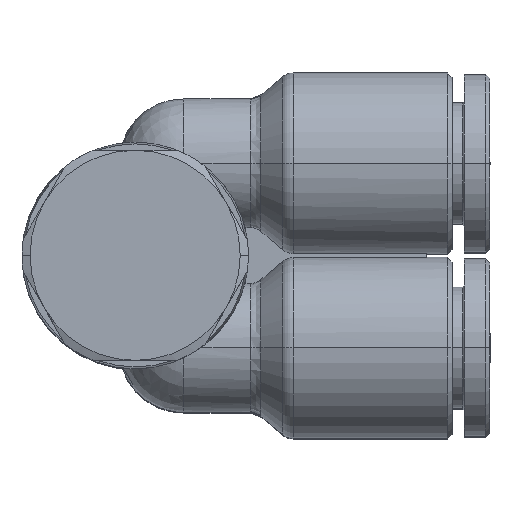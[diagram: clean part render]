
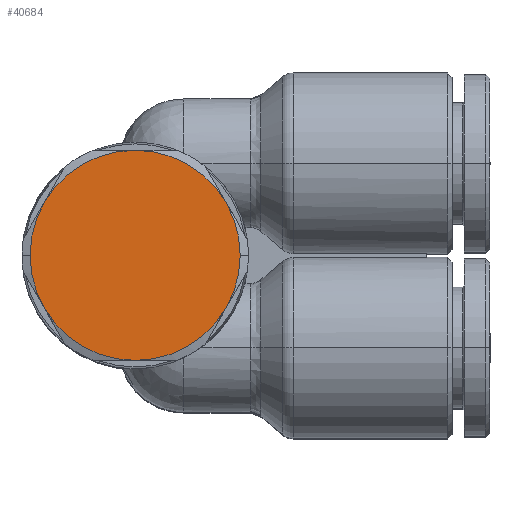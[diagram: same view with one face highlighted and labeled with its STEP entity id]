
A CAD part, top view. The second image highlights one B-rep face of the part: STEP entity #40684.
In plain terms, the highlighted planar face has unit normal (0, 0, 1).
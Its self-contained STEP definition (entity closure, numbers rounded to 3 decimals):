
#3452=CARTESIAN_POINT('',(-7.5,5.7,9.75));
#3453=VERTEX_POINT('',#3452);
#3461=CARTESIAN_POINT('',(-6.629,2.45,9.75));
#3462=VERTEX_POINT('',#3461);
#3476=CARTESIAN_POINT('',(-1.,5.7,9.75));
#3477=DIRECTION('',(0.0,0.0,1.0));
#3478=DIRECTION('',(1.0,0.0,0.0));
#3479=AXIS2_PLACEMENT_3D('',#3476,#3477,#3478);
#3480=CIRCLE('',#3479,6.5);
#3481=EDGE_CURVE('',#3453,#3462,#3480,.T.);
#3491=CARTESIAN_POINT('',(5.5,5.7,9.75));
#3492=VERTEX_POINT('',#3491);
#3499=CARTESIAN_POINT('',(4.629,2.45,9.75));
#3500=VERTEX_POINT('',#3499);
#3501=CARTESIAN_POINT('',(-1.,5.7,9.75));
#3502=DIRECTION('',(0.0,0.0,1.0));
#3503=DIRECTION('',(1.0,0.0,0.0));
#3504=AXIS2_PLACEMENT_3D('',#3501,#3502,#3503);
#3505=CIRCLE('',#3504,6.5);
#3506=EDGE_CURVE('',#3500,#3492,#3505,.T.);
#40086=CARTESIAN_POINT('',(-1.,12.2,9.75));
#40087=VERTEX_POINT('',#40086);
#40110=CARTESIAN_POINT('',(-6.629,8.95,9.75));
#40111=VERTEX_POINT('',#40110);
#40125=CARTESIAN_POINT('',(-1.,5.7,9.75));
#40126=DIRECTION('',(0.0,0.0,1.0));
#40127=DIRECTION('',(1.0,0.0,0.0));
#40128=AXIS2_PLACEMENT_3D('',#40125,#40126,#40127);
#40129=CIRCLE('',#40128,6.5);
#40130=EDGE_CURVE('',#40087,#40111,#40129,.T.);
#40142=CARTESIAN_POINT('',(4.629,8.95,9.75));
#40143=VERTEX_POINT('',#40142);
#40179=CARTESIAN_POINT('',(-1.,5.7,9.75));
#40180=DIRECTION('',(0.0,0.0,1.0));
#40181=DIRECTION('',(1.0,0.0,0.0));
#40182=AXIS2_PLACEMENT_3D('',#40179,#40180,#40181);
#40183=CIRCLE('',#40182,6.5);
#40184=EDGE_CURVE('',#40143,#40087,#40183,.T.);
#40217=CARTESIAN_POINT('',(-1.,5.7,9.75));
#40218=DIRECTION('',(0.0,0.0,1.0));
#40219=DIRECTION('',(1.0,0.0,0.0));
#40220=AXIS2_PLACEMENT_3D('',#40217,#40218,#40219);
#40221=CIRCLE('',#40220,6.5);
#40222=EDGE_CURVE('',#3492,#40143,#40221,.T.);
#40247=CARTESIAN_POINT('',(-1.,-0.8,9.75));
#40248=VERTEX_POINT('',#40247);
#40249=CARTESIAN_POINT('',(-1.,5.7,9.75));
#40250=DIRECTION('',(0.0,0.0,1.0));
#40251=DIRECTION('',(1.0,0.0,0.0));
#40252=AXIS2_PLACEMENT_3D('',#40249,#40250,#40251);
#40253=CIRCLE('',#40252,6.5);
#40254=EDGE_CURVE('',#40248,#3500,#40253,.T.);
#40301=CARTESIAN_POINT('',(-1.,5.7,9.75));
#40302=DIRECTION('',(0.0,0.0,1.0));
#40303=DIRECTION('',(1.0,0.0,0.0));
#40304=AXIS2_PLACEMENT_3D('',#40301,#40302,#40303);
#40305=CIRCLE('',#40304,6.5);
#40306=EDGE_CURVE('',#3462,#40248,#40305,.T.);
#40339=CARTESIAN_POINT('',(-1.,5.7,9.75));
#40340=DIRECTION('',(0.0,0.0,1.0));
#40341=DIRECTION('',(1.0,0.0,0.0));
#40342=AXIS2_PLACEMENT_3D('',#40339,#40340,#40341);
#40343=CIRCLE('',#40342,6.5);
#40344=EDGE_CURVE('',#40111,#3453,#40343,.T.);
#40669=CARTESIAN_POINT('',(2.25,5.7,9.75));
#40670=DIRECTION('',(0.0,0.0,1.0));
#40671=DIRECTION('',(-1.0,0.0,0.0));
#40672=AXIS2_PLACEMENT_3D('',#40669,#40670,#40671);
#40673=PLANE('',#40672);
#40674=ORIENTED_EDGE('',*,*,#40344,.T.);
#40675=ORIENTED_EDGE('',*,*,#3481,.T.);
#40676=ORIENTED_EDGE('',*,*,#40306,.T.);
#40677=ORIENTED_EDGE('',*,*,#40254,.T.);
#40678=ORIENTED_EDGE('',*,*,#3506,.T.);
#40679=ORIENTED_EDGE('',*,*,#40222,.T.);
#40680=ORIENTED_EDGE('',*,*,#40184,.T.);
#40681=ORIENTED_EDGE('',*,*,#40130,.T.);
#40682=EDGE_LOOP('',(#40674,#40675,#40676,#40677,#40678,#40679,#40680,#40681));
#40683=FACE_OUTER_BOUND('',#40682,.T.);
#40684=ADVANCED_FACE('',(#40683),#40673,.T.);
